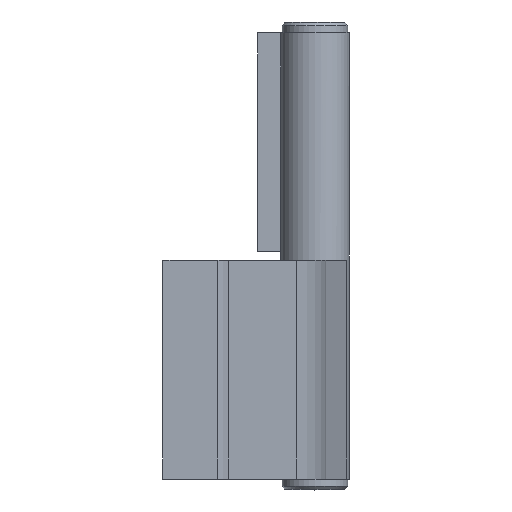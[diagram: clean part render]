
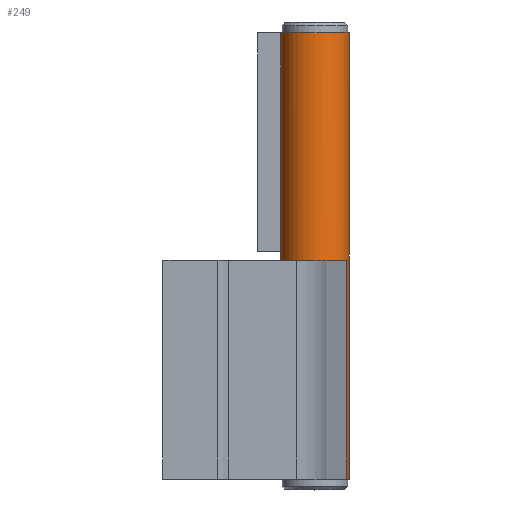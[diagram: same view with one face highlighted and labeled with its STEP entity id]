
A CAD part, front view. The second image highlights one B-rep face of the part: STEP entity #249.
In plain terms, the highlighted cylindrical face has radius 6.25 mm (diameter 12.5 mm), a partial arc.
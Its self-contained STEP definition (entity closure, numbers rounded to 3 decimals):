
#249=ADVANCED_FACE('',(#498),#499,.T.);
#498=FACE_OUTER_BOUND('',#744,.T.);
#499=CYLINDRICAL_SURFACE('',#745,6.25);
#744=EDGE_LOOP('',(#1442,#1443,#1444,#1445,#1446,#1447));
#745=AXIS2_PLACEMENT_3D('',#1448,#1449,#1450);
#1442=ORIENTED_EDGE('',*,*,#1537,.T.);
#1443=ORIENTED_EDGE('',*,*,#1605,.T.);
#1444=ORIENTED_EDGE('',*,*,#1541,.T.);
#1445=ORIENTED_EDGE('',*,*,#1646,.F.);
#1446=ORIENTED_EDGE('',*,*,#1762,.F.);
#1447=ORIENTED_EDGE('',*,*,#1703,.T.);
#1448=CARTESIAN_POINT('',(0.,0.0,-40.8));
#1449=DIRECTION('',(0.0,0.0,-1.0));
#1450=DIRECTION('',(1.0,0.0,0.0));
#1537=EDGE_CURVE('',#1849,#1850,#1851,.T.);
#1541=EDGE_CURVE('',#1858,#1856,#1859,.T.);
#1605=EDGE_CURVE('',#1850,#1858,#1964,.T.);
#1646=EDGE_CURVE('',#2016,#1856,#2017,.T.);
#1703=EDGE_CURVE('',#2117,#1849,#2118,.T.);
#1762=EDGE_CURVE('',#2117,#2016,#2184,.T.);
#1849=VERTEX_POINT('',#2304);
#1850=VERTEX_POINT('',#2305);
#1851=LINE('',#2306,#2307);
#1856=VERTEX_POINT('',#2313);
#1858=VERTEX_POINT('',#2315);
#1859=LINE('',#2316,#2317);
#1964=CIRCLE('',#2449,6.25);
#2016=VERTEX_POINT('',#2525);
#2017=CIRCLE('',#2526,6.25);
#2117=VERTEX_POINT('',#2657);
#2118=CIRCLE('',#2658,6.25);
#2184=LINE('',#2754,#2755);
#2304=CARTESIAN_POINT('',(6.25,0.,-40.8));
#2305=CARTESIAN_POINT('',(6.25,0.,40.8));
#2306=CARTESIAN_POINT('',(6.25,0.,-40.8));
#2307=VECTOR('',#2811,1.0);
#2313=CARTESIAN_POINT('',(-6.25,0.,-0.8));
#2315=CARTESIAN_POINT('',(-6.25,0.,40.8));
#2316=CARTESIAN_POINT('',(-6.25,0.,-40.8));
#2317=VECTOR('',#2819,1.0);
#2449=AXIS2_PLACEMENT_3D('',#2916,#2917,#2918);
#2525=CARTESIAN_POINT('',(5.828,-2.258,-0.8));
#2526=AXIS2_PLACEMENT_3D('',#2946,#2947,#2948);
#2657=CARTESIAN_POINT('',(5.828,-2.258,-40.8));
#2658=AXIS2_PLACEMENT_3D('',#3043,#3044,#3045);
#2754=CARTESIAN_POINT('',(5.828,-2.258,-40.8));
#2755=VECTOR('',#3082,40.0);
#2811=DIRECTION('',(-0.0,-0.0,1.0));
#2819=DIRECTION('',(0.0,0.0,-1.0));
#2916=CARTESIAN_POINT('',(0.,0.0,40.8));
#2917=DIRECTION('',(0.0,0.0,-1.0));
#2918=DIRECTION('',(0.74,0.673,0.0));
#2946=CARTESIAN_POINT('',(0.,0.0,-0.8));
#2947=DIRECTION('',(0.0,0.0,-1.0));
#2948=DIRECTION('',(1.0,0.0,0.0));
#3043=CARTESIAN_POINT('',(0.,0.0,-40.8));
#3044=DIRECTION('',(0.0,0.0,1.0));
#3045=DIRECTION('',(0.932,-0.361,0.0));
#3082=DIRECTION('',(0.0,0.0,1.0));
